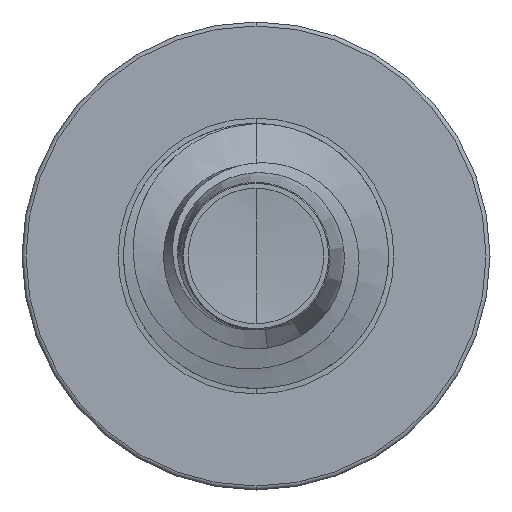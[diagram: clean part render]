
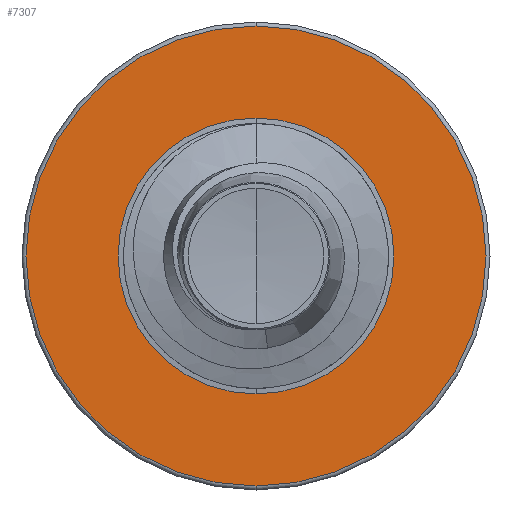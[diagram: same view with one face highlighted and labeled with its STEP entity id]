
A CAD part, front view. The second image highlights one B-rep face of the part: STEP entity #7307.
In plain terms, the highlighted planar face has unit normal (0, -1, 0).
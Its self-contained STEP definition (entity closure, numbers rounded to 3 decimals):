
#870 = CIRCLE ( 'NONE', #10961, 2.605 ) ;
#1155 = CIRCLE ( 'NONE', #5659, 1.562 ) ;
#2497 = CARTESIAN_POINT ( 'NONE',  ( 0., 3.5, -2.605 ) ) ;
#2642 = EDGE_LOOP ( 'NONE', ( #9394, #9587 ) ) ;
#4217 = DIRECTION ( 'NONE',  ( 0., 0., 1. ) ) ;
#4265 = DIRECTION ( 'NONE',  ( 0., 1., 0. ) ) ;
#4278 = CARTESIAN_POINT ( 'NONE',  ( 0., 3.5, 0. ) ) ;
#4398 = EDGE_CURVE ( 'NONE', #10846, #9635, #8579, .T. ) ;
#4409 = CARTESIAN_POINT ( 'NONE',  ( 0., 3.5, 2.605 ) ) ;
#4787 = CARTESIAN_POINT ( 'NONE',  ( 0., 3.5, 1.562 ) ) ;
#4874 = FACE_BOUND ( 'NONE', #2642, .T. ) ;
#5042 = DIRECTION ( 'NONE',  ( 0., 0., 1. ) ) ;
#5201 = DIRECTION ( 'NONE',  ( 0., 0., 1. ) ) ;
#5214 = DIRECTION ( 'NONE',  ( 0., 1., 0. ) ) ;
#5225 = CARTESIAN_POINT ( 'NONE',  ( 0., 3.5, 0. ) ) ;
#5659 = AXIS2_PLACEMENT_3D ( 'NONE', #4278, #4265, #4217 ) ;
#5742 = CARTESIAN_POINT ( 'NONE',  ( 0., 3.5, -1.562 ) ) ;
#5781 = ORIENTED_EDGE ( 'NONE', *, *, #9387, .F. ) ;
#5834 = PLANE ( 'NONE',  #9363 ) ;
#6089 = VERTEX_POINT ( 'NONE', #2497 ) ;
#6403 = EDGE_CURVE ( 'NONE', #9635, #10846, #1155, .T. ) ;
#6602 = DIRECTION ( 'NONE',  ( 0., 1., 0. ) ) ;
#6622 = CARTESIAN_POINT ( 'NONE',  ( 0., 3.5, 0. ) ) ;
#6739 = CARTESIAN_POINT ( 'NONE',  ( 0., 3.5, -1.562 ) ) ;
#6851 = DIRECTION ( 'NONE',  ( 0., 0., 1. ) ) ;
#7239 = FACE_OUTER_BOUND ( 'NONE', #8450, .T. ) ;
#7260 = DIRECTION ( 'NONE',  ( 0., 1., 0. ) ) ;
#7307 = ADVANCED_FACE ( 'NONE', ( #7239, #4874 ), #5834, .F. ) ;
#8450 = EDGE_LOOP ( 'NONE', ( #9389, #5781 ) ) ;
#8579 = CIRCLE ( 'NONE', #9534, 1.562 ) ;
#8917 = DIRECTION ( 'NONE',  ( 0., 0., 1. ) ) ;
#8937 = DIRECTION ( 'NONE',  ( 0., 1., 0. ) ) ;
#8942 = CARTESIAN_POINT ( 'NONE',  ( 0., 3.5, 0. ) ) ;
#9038 = EDGE_CURVE ( 'NONE', #9873, #6089, #870, .T. ) ;
#9108 = CIRCLE ( 'NONE', #10565, 2.605 ) ;
#9363 = AXIS2_PLACEMENT_3D ( 'NONE', #6739, #7260, #5042 ) ;
#9387 = EDGE_CURVE ( 'NONE', #6089, #9873, #9108, .T. ) ;
#9389 = ORIENTED_EDGE ( 'NONE', *, *, #9038, .F. ) ;
#9394 = ORIENTED_EDGE ( 'NONE', *, *, #4398, .T. ) ;
#9534 = AXIS2_PLACEMENT_3D ( 'NONE', #5225, #5214, #5201 ) ;
#9587 = ORIENTED_EDGE ( 'NONE', *, *, #6403, .T. ) ;
#9635 = VERTEX_POINT ( 'NONE', #5742 ) ;
#9873 = VERTEX_POINT ( 'NONE', #4409 ) ;
#10565 = AXIS2_PLACEMENT_3D ( 'NONE', #6622, #6602, #6851 ) ;
#10846 = VERTEX_POINT ( 'NONE', #4787 ) ;
#10961 = AXIS2_PLACEMENT_3D ( 'NONE', #8942, #8937, #8917 ) ;
